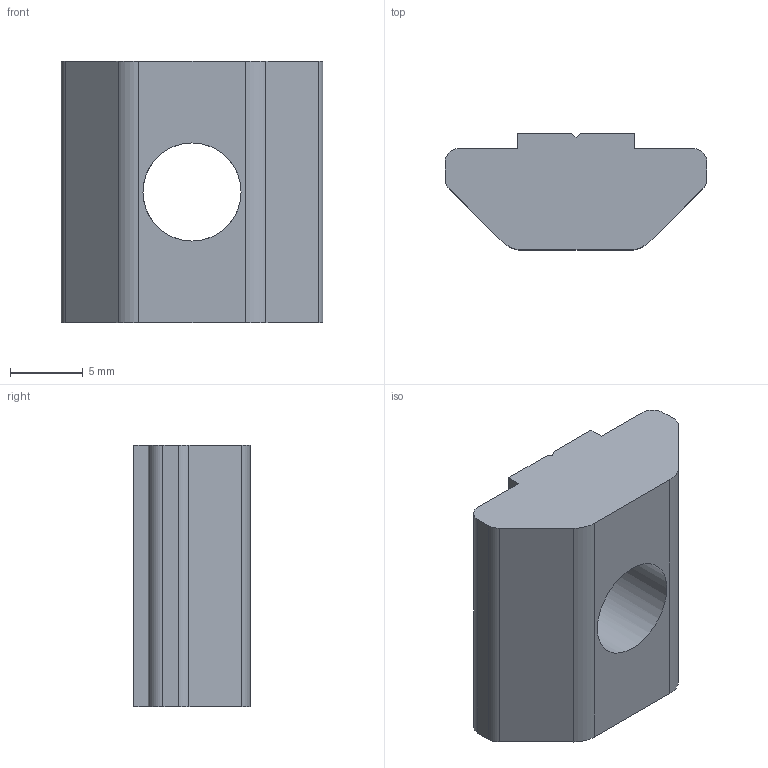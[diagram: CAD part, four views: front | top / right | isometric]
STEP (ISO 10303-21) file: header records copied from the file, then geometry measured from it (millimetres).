
FILE_DESCRIPTION(('STEP AP203'),'2;1');
FILE_NAME('26.015.00.stp','2011-03-21T16:07:58',(''),(''),'2009.3.110','THINKDESIGN','');
FILE_SCHEMA(('CONFIG_CONTROL_DESIGN'));
Length unit declared in the file: millimetre
Bounding box: 18 x 8 x 18 mm (x, y, z)
Volume: 1748.6 mm3; surface area: 1147.1 mm2
Topology: 1 solids, 1 shells, 24 faces, 70 edges, 47 vertices
Faces by surface type: plane 17, cylinder 7
Full cylindrical faces by diameter (mm): 6.75 x1
Entity records: 900 total; most frequent: CARTESIAN_POINT 141, ORIENTED_EDGE 140, DIRECTION 139, EDGE_CURVE 70, VECTOR 49, LINE 49, VERTEX_POINT 47, AXIS2_PLACEMENT_3D 45
